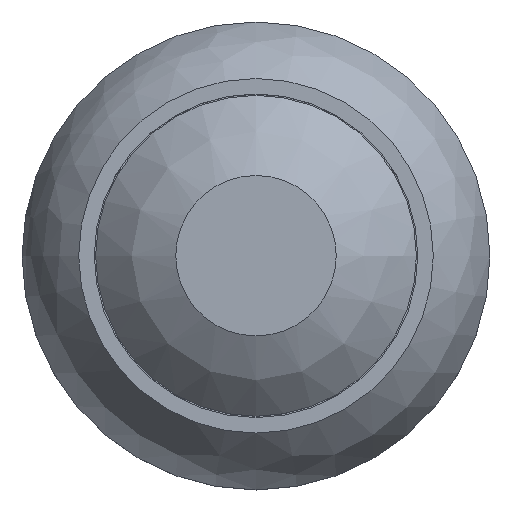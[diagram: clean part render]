
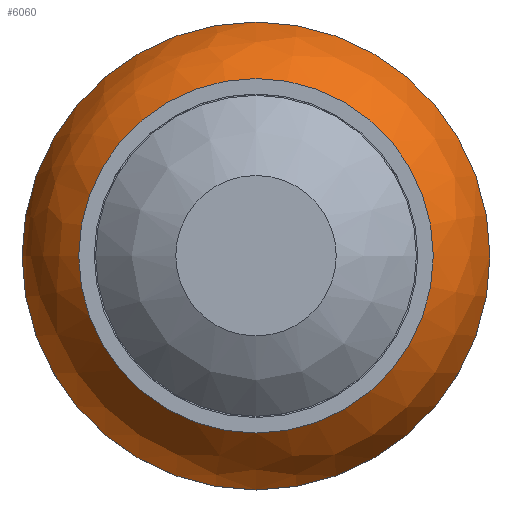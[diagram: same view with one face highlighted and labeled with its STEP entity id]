
A CAD part, top view. The second image highlights one B-rep face of the part: STEP entity #6060.
In plain terms, the highlighted free-form (B-spline) face has degree [2, 2] with [3, 9] control points.
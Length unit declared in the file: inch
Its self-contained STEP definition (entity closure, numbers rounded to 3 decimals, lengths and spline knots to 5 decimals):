
#5996=CARTESIAN_POINT('',(-0.26102,0.,0.19685));
#5997=VERTEX_POINT('',#5996);
#5998=CARTESIAN_POINT('',(0.0,0.0,0.19685));
#5999=DIRECTION('',(0.0,0.0,-1.0));
#6000=DIRECTION('',(-1.0,0.0,0.0));
#6001=AXIS2_PLACEMENT_3D('',#5998,#5999,#6000);
#6002=CIRCLE('',#6001,0.26102);
#6003=EDGE_CURVE('',#5997,#5997,#6002,.T.);
#6011=CARTESIAN_POINT('',(0.26102,0.,0.19685));
#6012=CARTESIAN_POINT('',(0.3274,0.,0.14288));
#6013=CARTESIAN_POINT('',(0.34449,0.,0.05906));
#6014=CARTESIAN_POINT('',(0.26102,0.26102,0.19685));
#6015=CARTESIAN_POINT('',(0.3274,0.3274,0.14288));
#6016=CARTESIAN_POINT('',(0.34449,0.34449,0.05906));
#6017=CARTESIAN_POINT('',(0.,0.26102,0.19685));
#6018=CARTESIAN_POINT('',(0.,0.3274,0.14288));
#6019=CARTESIAN_POINT('',(0.,0.34449,0.05906));
#6020=CARTESIAN_POINT('',(-0.26102,0.26102,0.19685));
#6021=CARTESIAN_POINT('',(-0.3274,0.3274,0.14288));
#6022=CARTESIAN_POINT('',(-0.34449,0.34449,0.05906));
#6023=CARTESIAN_POINT('',(-0.26102,0.,0.19685));
#6024=CARTESIAN_POINT('',(-0.3274,0.,0.14288));
#6025=CARTESIAN_POINT('',(-0.34449,0.,0.05906));
#6026=CARTESIAN_POINT('',(-0.26102,-0.26102,0.19685));
#6027=CARTESIAN_POINT('',(-0.3274,-0.3274,0.14288));
#6028=CARTESIAN_POINT('',(-0.34449,-0.34449,0.05906));
#6029=CARTESIAN_POINT('',(0.,-0.26102,0.19685));
#6030=CARTESIAN_POINT('',(0.,-0.3274,0.14288));
#6031=CARTESIAN_POINT('',(0.,-0.34449,0.05906));
#6032=CARTESIAN_POINT('',(0.26102,-0.26102,0.19685));
#6033=CARTESIAN_POINT('',(0.3274,-0.3274,0.14288));
#6034=CARTESIAN_POINT('',(0.34449,-0.34449,0.05906));
#6035=CARTESIAN_POINT('',(0.26102,0.,0.19685));
#6036=CARTESIAN_POINT('',(0.3274,0.,0.14288));
#6037=CARTESIAN_POINT('',(0.34449,0.,0.05906));
#6045=(BOUNDED_SURFACE()B_SPLINE_SURFACE(2,2,((#6011,#6014,#6017,#6020,#6023,#6026,#6029,#6032,#6035),(#6012,#6015,#6018,#6021,#6024,#6027,#6030,#6033,#6036),(#6013,#6016,#6019,#6022,#6025,#6028,#6031,#6034,#6037)),.UNSPECIFIED.,.F.,.T.,.U.)B_SPLINE_SURFACE_WITH_KNOTS((3,3),(3,2,2,2,3),(-0.88813,-0.20109),(0.0,1.5708,3.14159,4.71239,6.28319),.UNSPECIFIED.)GEOMETRIC_REPRESENTATION_ITEM()RATIONAL_B_SPLINE_SURFACE(((1.0,0.707,1.0,0.707,1.0,0.707,1.0,0.707,1.0),(0.942,0.666,0.942,0.666,0.942,0.666,0.942,0.666,0.942),(1.0,0.707,1.0,0.707,1.0,0.707,1.0,0.707,1.0)))REPRESENTATION_ITEM('')SURFACE());
#6046=ORIENTED_EDGE('',*,*,#6003,.T.);
#6047=EDGE_LOOP('',(#6046));
#6048=FACE_OUTER_BOUND('',#6047,.T.);
#6049=CARTESIAN_POINT('',(-0.34449,0.,0.05906));
#6050=VERTEX_POINT('',#6049);
#6051=CARTESIAN_POINT('',(0.0,0.0,0.05906));
#6052=DIRECTION('',(0.0,0.0,-1.0));
#6053=DIRECTION('',(-1.0,0.0,0.0));
#6054=AXIS2_PLACEMENT_3D('',#6051,#6052,#6053);
#6055=CIRCLE('',#6054,0.34449);
#6056=EDGE_CURVE('',#6050,#6050,#6055,.T.);
#6057=ORIENTED_EDGE('',*,*,#6056,.F.);
#6058=EDGE_LOOP('',(#6057));
#6059=FACE_BOUND('',#6058,.T.);
#6060=ADVANCED_FACE('',(#6048,#6059),#6045,.T.);
